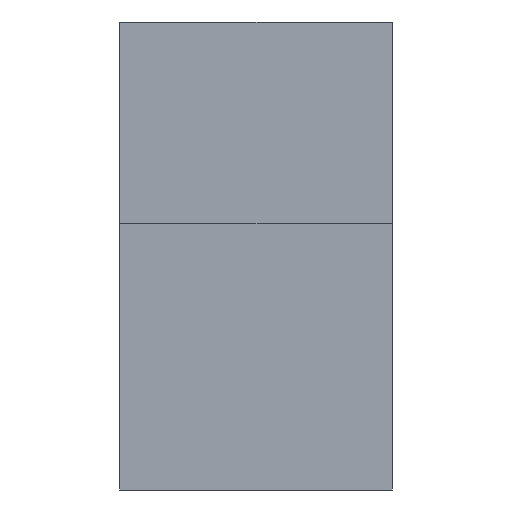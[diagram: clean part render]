
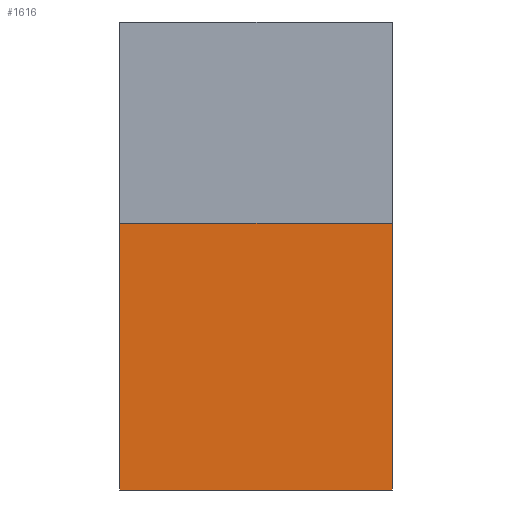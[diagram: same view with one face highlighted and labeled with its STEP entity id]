
A CAD part, left-side view. The second image highlights one B-rep face of the part: STEP entity #1616.
In plain terms, the highlighted planar face has unit normal (-1, 0, 0).
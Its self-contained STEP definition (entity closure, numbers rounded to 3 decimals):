
#124=FACE_OUTER_BOUND('',#226,.T.);
#226=EDGE_LOOP('',(#1417,#1418,#1419,#1420));
#444=LINE('',#2519,#660);
#445=LINE('',#2522,#661);
#446=LINE('',#2524,#662);
#447=LINE('',#2525,#663);
#660=VECTOR('',#2077,10.);
#661=VECTOR('',#2080,10.);
#662=VECTOR('',#2081,10.);
#663=VECTOR('',#2082,10.);
#806=VERTEX_POINT('',#2513);
#808=VERTEX_POINT('',#2517);
#809=VERTEX_POINT('',#2521);
#810=VERTEX_POINT('',#2523);
#1020=EDGE_CURVE('',#806,#808,#444,.T.);
#1021=EDGE_CURVE('',#806,#809,#445,.T.);
#1022=EDGE_CURVE('',#810,#808,#446,.T.);
#1023=EDGE_CURVE('',#809,#810,#447,.T.);
#1417=ORIENTED_EDGE('',*,*,#1021,.F.);
#1418=ORIENTED_EDGE('',*,*,#1020,.T.);
#1419=ORIENTED_EDGE('',*,*,#1022,.F.);
#1420=ORIENTED_EDGE('',*,*,#1023,.F.);
#1536=PLANE('',#1713);
#1616=ADVANCED_FACE('',(#124),#1536,.T.);
#1713=AXIS2_PLACEMENT_3D('',#2520,#2078,#2079);
#2077=DIRECTION('',(0.,1.,0.));
#2078=DIRECTION('center_axis',(-1.,0.,0.));
#2079=DIRECTION('ref_axis',(0.,0.,1.));
#2080=DIRECTION('',(0.,0.,-1.));
#2081=DIRECTION('',(0.,0.,1.));
#2082=DIRECTION('',(0.,1.,0.));
#2513=CARTESIAN_POINT('',(-5.114,0.,0.2));
#2517=CARTESIAN_POINT('',(-5.114,4.3,0.2));
#2519=CARTESIAN_POINT('',(-5.114,0.,0.2));
#2520=CARTESIAN_POINT('Origin',(-5.114,0.,-4.01));
#2521=CARTESIAN_POINT('',(-5.114,0.,-4.01));
#2522=CARTESIAN_POINT('',(-5.114,0.,0.2));
#2523=CARTESIAN_POINT('',(-5.114,4.3,-4.01));
#2524=CARTESIAN_POINT('',(-5.114,4.3,0.2));
#2525=CARTESIAN_POINT('',(-5.114,0.,-4.01));
